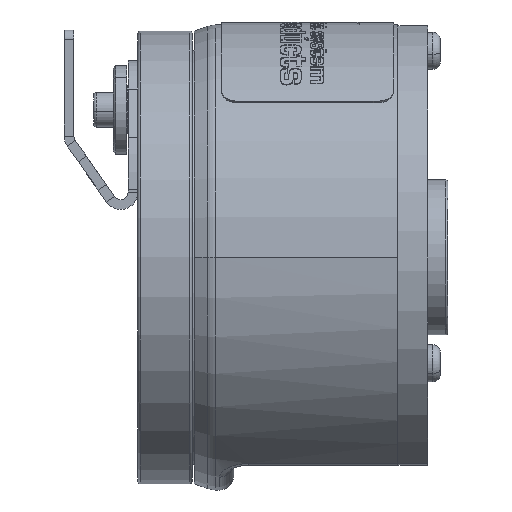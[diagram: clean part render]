
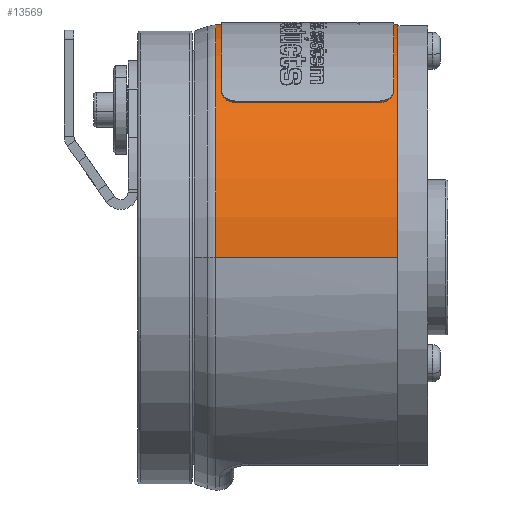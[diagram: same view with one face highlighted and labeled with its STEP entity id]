
A CAD part, left-side view. The second image highlights one B-rep face of the part: STEP entity #13569.
In plain terms, the highlighted cylindrical face has radius 47.25 mm (diameter 94.5 mm), a partial arc.
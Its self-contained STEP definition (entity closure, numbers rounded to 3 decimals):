
#71 = DIRECTION ( 'NONE',  ( 0., -1., 0. ) ) ;
#601 = CARTESIAN_POINT ( 'NONE',  ( 0., 10.15, 0. ) ) ;
#2730 = AXIS2_PLACEMENT_3D ( 'NONE', #601, #17510, #3032 ) ;
#2848 = CARTESIAN_POINT ( 'NONE',  ( -47.25, 47.184, 0. ) ) ;
#3032 = DIRECTION ( 'NONE',  ( -1., 0., 0. ) ) ;
#3354 = VECTOR ( 'NONE', #27442, 1000. ) ;
#4024 = CARTESIAN_POINT ( 'NONE',  ( 0., 47.184, 0. ) ) ;
#4660 = CARTESIAN_POINT ( 'NONE',  ( 47.25, 47.184, 0. ) ) ;
#4778 = EDGE_CURVE ( 'NONE', #18826, #24427, #18474, .T. ) ;
#6477 = DIRECTION ( 'NONE',  ( 1., 0., 0. ) ) ;
#7217 = EDGE_CURVE ( 'NONE', #7623, #24427, #25891, .T. ) ;
#7623 = VERTEX_POINT ( 'NONE', #14521 ) ;
#9254 = ORIENTED_EDGE ( 'NONE', *, *, #4778, .T. ) ;
#9915 = EDGE_LOOP ( 'NONE', ( #18665, #31108, #9254, #10598 ) ) ;
#10598 = ORIENTED_EDGE ( 'NONE', *, *, #7217, .F. ) ;
#11362 = CIRCLE ( 'NONE', #22709, 47.25 ) ;
#13401 = CARTESIAN_POINT ( 'NONE',  ( 47.25, 51.5, 0. ) ) ;
#13569 = ADVANCED_FACE ( 'NONE', ( #23413 ), #21929, .T. ) ;
#14521 = CARTESIAN_POINT ( 'NONE',  ( 47.25, 10.15, 0. ) ) ;
#16568 = VERTEX_POINT ( 'NONE', #4660 ) ;
#17510 = DIRECTION ( 'NONE',  ( 0., -1., 0. ) ) ;
#18228 = DIRECTION ( 'NONE',  ( 0., -1., 0. ) ) ;
#18474 = LINE ( 'NONE', #21777, #23301 ) ;
#18665 = ORIENTED_EDGE ( 'NONE', *, *, #24595, .F. ) ;
#18826 = VERTEX_POINT ( 'NONE', #2848 ) ;
#20517 = CARTESIAN_POINT ( 'NONE',  ( 0., 51.5, 0. ) ) ;
#20611 = DIRECTION ( 'NONE',  ( -1., 0., 0. ) ) ;
#20869 = DIRECTION ( 'NONE',  ( 0., -1., 0. ) ) ;
#21777 = CARTESIAN_POINT ( 'NONE',  ( -47.25, 51.5, 0. ) ) ;
#21929 = CYLINDRICAL_SURFACE ( 'NONE', #31098, 47.25 ) ;
#22558 = LINE ( 'NONE', #13401, #3354 ) ;
#22709 = AXIS2_PLACEMENT_3D ( 'NONE', #4024, #20869, #6477 ) ;
#23301 = VECTOR ( 'NONE', #71, 1000. ) ;
#23413 = FACE_OUTER_BOUND ( 'NONE', #9915, .T. ) ;
#24427 = VERTEX_POINT ( 'NONE', #30055 ) ;
#24595 = EDGE_CURVE ( 'NONE', #16568, #7623, #22558, .T. ) ;
#25891 = CIRCLE ( 'NONE', #2730, 47.25 ) ;
#27442 = DIRECTION ( 'NONE',  ( 0., -1., 0. ) ) ;
#29526 = EDGE_CURVE ( 'NONE', #16568, #18826, #11362, .T. ) ;
#30055 = CARTESIAN_POINT ( 'NONE',  ( -47.25, 10.15, 0. ) ) ;
#31098 = AXIS2_PLACEMENT_3D ( 'NONE', #20517, #18228, #20611 ) ;
#31108 = ORIENTED_EDGE ( 'NONE', *, *, #29526, .T. ) ;
